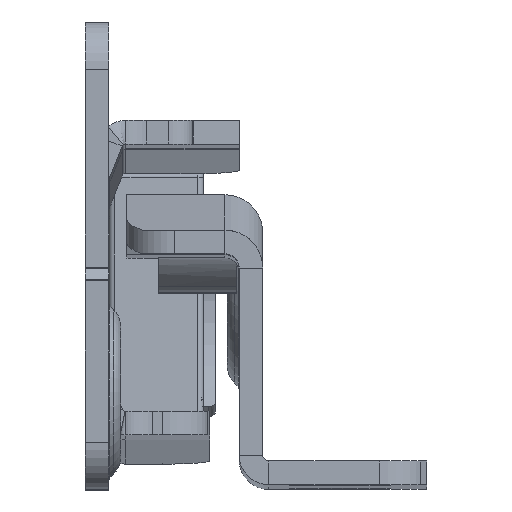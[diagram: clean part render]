
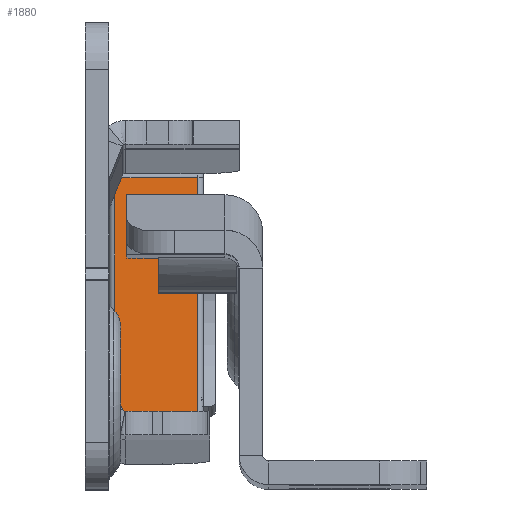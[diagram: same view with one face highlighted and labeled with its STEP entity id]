
A CAD part, top view. The second image highlights one B-rep face of the part: STEP entity #1880.
In plain terms, the highlighted face is planar.
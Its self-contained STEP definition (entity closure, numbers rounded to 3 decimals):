
#573 = LINE ( 'NONE', #10171, #10700 ) ;
#675 = ORIENTED_EDGE ( 'NONE', *, *, #1108, .T. ) ;
#851 = DIRECTION ( 'NONE',  ( -1., 0., 0. ) ) ;
#1108 = EDGE_CURVE ( 'NONE', #3064, #12283, #1794, .T. ) ;
#1689 = CARTESIAN_POINT ( 'NONE',  ( 0., -11., 0.5 ) ) ;
#1794 = LINE ( 'NONE', #11413, #9719 ) ;
#1880 = ADVANCED_FACE ( 'NONE', ( #7490 ), #11348, .T. ) ;
#1997 = ORIENTED_EDGE ( 'NONE', *, *, #11374, .T. ) ;
#2786 = DIRECTION ( 'NONE',  ( 0., 0., 1. ) ) ;
#3023 = CARTESIAN_POINT ( 'NONE',  ( 0., 11., 0.5 ) ) ;
#3026 = EDGE_CURVE ( 'NONE', #7973, #12283, #10697, .T. ) ;
#3064 = VERTEX_POINT ( 'NONE', #3023 ) ;
#3088 = DIRECTION ( 'NONE',  ( 0., 0., -1. ) ) ;
#3296 = EDGE_LOOP ( 'NONE', ( #1997, #675, #7533, #9955 ) ) ;
#3584 = CARTESIAN_POINT ( 'NONE',  ( 0., -11., 7.5 ) ) ;
#3804 = LINE ( 'NONE', #10415, #4591 ) ;
#4591 = VECTOR ( 'NONE', #4737, 1000. ) ;
#4737 = DIRECTION ( 'NONE',  ( 0., 0., -1. ) ) ;
#5132 = VERTEX_POINT ( 'NONE', #9365 ) ;
#5257 = DIRECTION ( 'NONE',  ( 0., 1., 0. ) ) ;
#5622 = AXIS2_PLACEMENT_3D ( 'NONE', #10402, #851, #2786 ) ;
#7428 = DIRECTION ( 'NONE',  ( 0., -1., 0. ) ) ;
#7490 = FACE_OUTER_BOUND ( 'NONE', #3296, .T. ) ;
#7533 = ORIENTED_EDGE ( 'NONE', *, *, #3026, .F. ) ;
#7787 = CARTESIAN_POINT ( 'NONE',  ( 0., -11., 8. ) ) ;
#7973 = VERTEX_POINT ( 'NONE', #3584 ) ;
#9365 = CARTESIAN_POINT ( 'NONE',  ( 0., 11., 7.5 ) ) ;
#9606 = EDGE_CURVE ( 'NONE', #7973, #5132, #573, .T. ) ;
#9719 = VECTOR ( 'NONE', #7428, 1000. ) ;
#9955 = ORIENTED_EDGE ( 'NONE', *, *, #9606, .T. ) ;
#10171 = CARTESIAN_POINT ( 'NONE',  ( 0., -11., 7.5 ) ) ;
#10402 = CARTESIAN_POINT ( 'NONE',  ( 0., -11., 8. ) ) ;
#10415 = CARTESIAN_POINT ( 'NONE',  ( 0., 11., 8. ) ) ;
#10676 = VECTOR ( 'NONE', #3088, 1000. ) ;
#10697 = LINE ( 'NONE', #7787, #10676 ) ;
#10700 = VECTOR ( 'NONE', #5257, 1000. ) ;
#11348 = PLANE ( 'NONE',  #5622 ) ;
#11374 = EDGE_CURVE ( 'NONE', #5132, #3064, #3804, .T. ) ;
#11413 = CARTESIAN_POINT ( 'NONE',  ( 0., -11., 0.5 ) ) ;
#12283 = VERTEX_POINT ( 'NONE', #1689 ) ;
